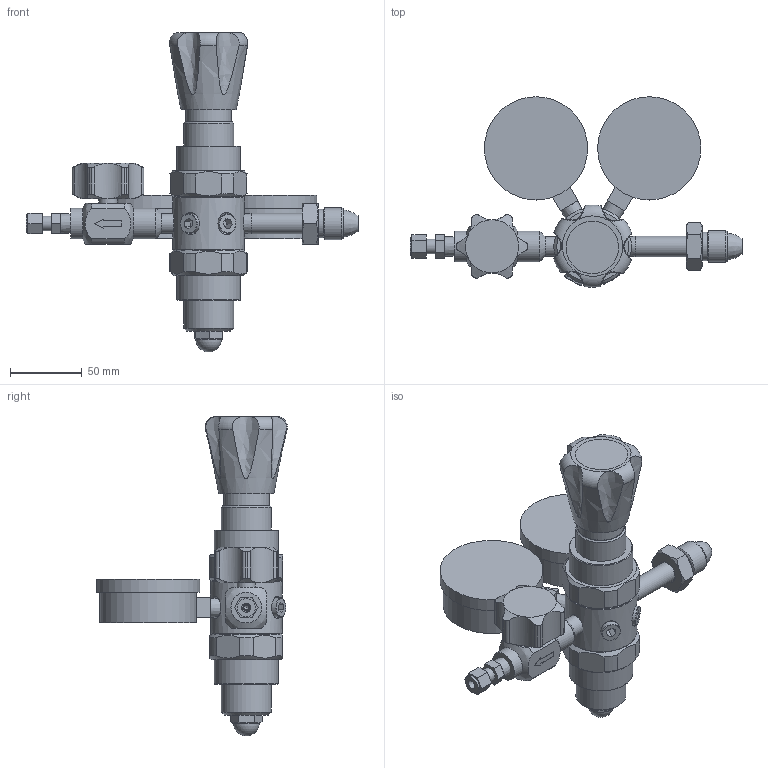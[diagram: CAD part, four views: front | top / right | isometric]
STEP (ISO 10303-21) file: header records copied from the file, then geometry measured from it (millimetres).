
FILE_DESCRIPTION(/* description */ (''),/* implementation_level */ '2;1');
FILE_NAME(/* name */ 'M31285A-580.stp',/* time_stamp */ '2018-08-24T09:00:41-04:00',/* author */ ('dlachman'),/* organization */ (''),/* preprocessor_version */ 'ST-DEVELOPER v16.5',/* originating_system */ 'Autodesk Inventor 2017',/* authorisation */ '');
FILE_SCHEMA (('AUTOMOTIVE_DESIGN { 1 0 10303 214 3 1 1 }'));
Length unit declared in the file: inch
Products named in the file (16): M31285A-580; MREG-6055-BA; body-722-9007040; KNOB; knob-9007043; logo knob; Cap Nut; 1st stage; 2nd stage; plug; cap bolt 2; mcnn-0290-ba; MGAG-0036-BA; MGAG-0029-BA; MVLV-0820-SA; MCON-0213-BO
Assembly tree (16 placements, depth 4):
  M31285A-580
    MREG-6055-BA
      body-722-9007040
      KNOB
        knob-9007043
        logo knob
      Cap Nut
      1st stage
      2nd stage
      plug  x2
      cap bolt 2
    mcnn-0290-ba
    MGAG-0036-BA
    MGAG-0029-BA
    MVLV-0820-SA
    MCON-0213-BO
Bounding box: 231.07 x 132.83 x 222.69 mm (x, y, z)
Volume: 595964 mm3; surface area: 133349.5 mm2
Topology: 14 solids, 14 shells, 375 faces, 828 edges, 526 vertices
Faces by surface type: plane 154, cylinder 110, cone 78, torus 22, bspline 9, sphere 2
Full cylindrical faces by diameter (mm): 1.587 x2, 3.302 x1, 4.762 x2, 6.35 x1, 6.528 x2, 7.62 x2, 8.433 x2, 10.16 x1, 10.719 x1, 11.125 x6, 12.647 x1, 12.7 x2, 13.462 x2, 13.716 x1, 14.224 x1, 14.478 x1, 19.812 x1, 21.336 x2, 22.225 x1, 23.8 x2, 31.623 x2, 31.75 x1, 34.798 x2, 36.576 x2, 43.18 x2, 44.196 x2, 44.45 x2, 49.936 x1, 67.31 x2, 71.882 x2
Entity records: 10989 total; most frequent: CARTESIAN_POINT 3164, DIRECTION 1572, ORIENTED_EDGE 1336, AXIS2_PLACEMENT_3D 673, EDGE_CURVE 668, EDGE_LOOP 541, VERTEX_POINT 491, FACE_OUTER_BOUND 363
